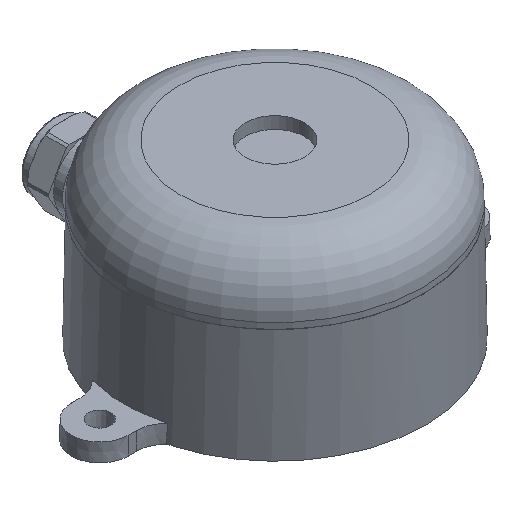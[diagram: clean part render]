
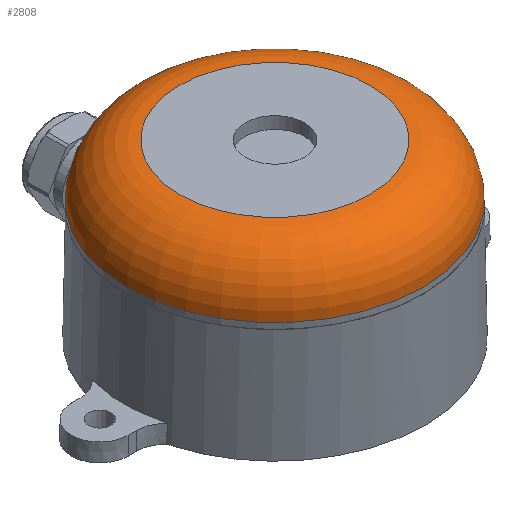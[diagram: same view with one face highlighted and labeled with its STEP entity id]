
A CAD part, isometric view. The second image highlights one B-rep face of the part: STEP entity #2808.
In plain terms, the highlighted toroidal (fillet/blend) face has major radius 32 mm and minor radius 18 mm.
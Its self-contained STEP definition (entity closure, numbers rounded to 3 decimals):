
#2808=ADVANCED_FACE('',(#2923),#2925,.T.);
#2923=FACE_OUTER_BOUND('',#2924,.T.);
#2924=EDGE_LOOP('',(#3125,#3126,#3127,#3128));
#2925=TOROIDAL_SURFACE('',#2926,32.,18.);
#2926=AXIS2_PLACEMENT_3D('',#2927,#2928,#2929);
#2927=CARTESIAN_POINT('',(0.,0.,2.));
#2928=DIRECTION('',(-0.,-0.,-1.));
#2929=DIRECTION('',(0.,-1.,0.));
#3125=ORIENTED_EDGE('',*,*,#3195,.T.);
#3126=ORIENTED_EDGE('',*,*,#3221,.F.);
#3127=ORIENTED_EDGE('',*,*,#3222,.F.);
#3128=ORIENTED_EDGE('',*,*,#3221,.T.);
#3195=EDGE_CURVE('',#3265,#3265,#3266,.T.);
#3221=EDGE_CURVE('',#3306,#3265,#3307,.T.);
#3222=EDGE_CURVE('',#3306,#3306,#3308,.T.);
#3265=VERTEX_POINT('',#3392);
#3266=CIRCLE('',#3393,32.);
#3306=VERTEX_POINT('',#3959);
#3307=CIRCLE('',#3960,18.);
#3308=CIRCLE('',#3964,50.);
#3392=CARTESIAN_POINT('',(0.,-32.,20.));
#3393=AXIS2_PLACEMENT_3D('',#3394,#3395,#3396);
#3394=CARTESIAN_POINT('',(0.,0.,20.));
#3395=DIRECTION('',(-0.,-0.,-1.));
#3396=DIRECTION('',(0.,-1.,0.));
#3959=CARTESIAN_POINT('',(0.,-50.,2.));
#3960=AXIS2_PLACEMENT_3D('',#3961,#3962,#3963);
#3961=CARTESIAN_POINT('',(0.,-32.,2.));
#3962=DIRECTION('',(-1.,0.,0.));
#3963=DIRECTION('',(0.,-1.,0.));
#3964=AXIS2_PLACEMENT_3D('',#3965,#3966,#3967);
#3965=CARTESIAN_POINT('',(0.,0.,2.));
#3966=DIRECTION('',(-0.,-0.,-1.));
#3967=DIRECTION('',(0.,-1.,0.));
